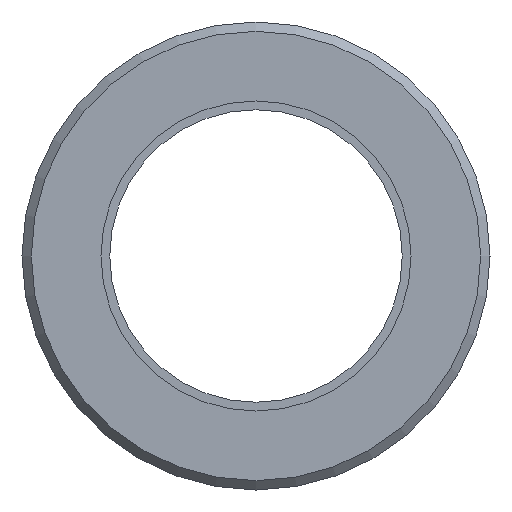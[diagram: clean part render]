
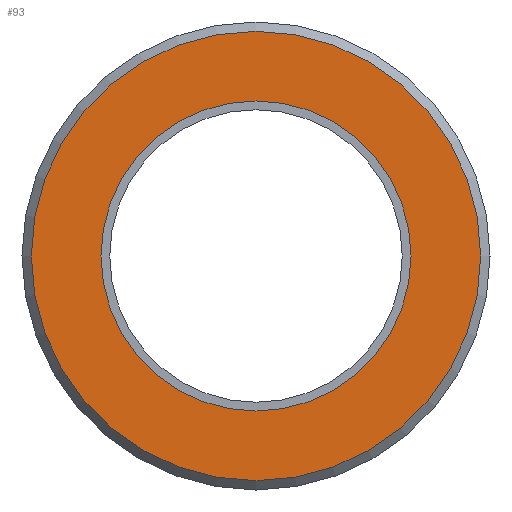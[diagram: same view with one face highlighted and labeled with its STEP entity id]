
A CAD part, left-side view. The second image highlights one B-rep face of the part: STEP entity #93.
In plain terms, the highlighted face is planar.
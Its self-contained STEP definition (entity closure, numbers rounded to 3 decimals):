
#93 = ADVANCED_FACE( '', ( #192, #193 ), #194, .T. );
#192 = FACE_OUTER_BOUND( '', #294, .T. );
#193 = FACE_BOUND( '', #295, .T. );
#194 = PLANE( '', #296 );
#294 = EDGE_LOOP( '', ( #408 ) );
#295 = EDGE_LOOP( '', ( #409 ) );
#296 = AXIS2_PLACEMENT_3D( '', #410, #411, #412 );
#408 = ORIENTED_EDGE( '', *, *, #483, .T. );
#409 = ORIENTED_EDGE( '', *, *, #485, .F. );
#410 = CARTESIAN_POINT( '', ( 112., 13.25, 0. ) );
#411 = DIRECTION( '', ( 1., 0., 0. ) );
#412 = DIRECTION( '', ( 0., 0., -1. ) );
#483 = EDGE_CURVE( '', #536, #536, #537, .T. );
#485 = EDGE_CURVE( '', #539, #539, #540, .T. );
#536 = VERTEX_POINT( '', #602 );
#537 = CIRCLE( '', #603, 19.2 );
#539 = VERTEX_POINT( '', #605 );
#540 = CIRCLE( '', #606, 13.25 );
#602 = CARTESIAN_POINT( '', ( 112., 0., -19.2 ) );
#603 = AXIS2_PLACEMENT_3D( '', #671, #672, #673 );
#605 = CARTESIAN_POINT( '', ( 112., 0., -13.25 ) );
#606 = AXIS2_PLACEMENT_3D( '', #674, #675, #676 );
#671 = CARTESIAN_POINT( '', ( 112., 0., 0. ) );
#672 = DIRECTION( '', ( 1., 0., 0. ) );
#673 = DIRECTION( '', ( 0., 0., -1. ) );
#674 = CARTESIAN_POINT( '', ( 112., 0., 0. ) );
#675 = DIRECTION( '', ( 1., 0., 0. ) );
#676 = DIRECTION( '', ( 0., 0., -1. ) );
